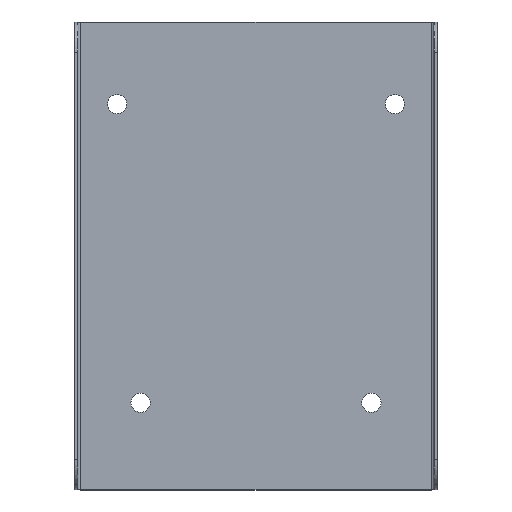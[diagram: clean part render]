
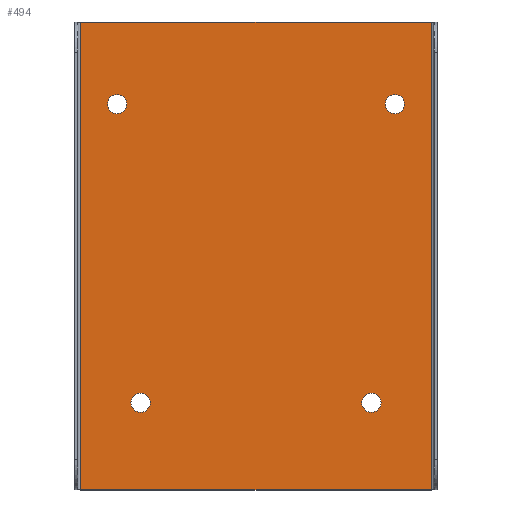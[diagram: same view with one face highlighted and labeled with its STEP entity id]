
A CAD part, top view. The second image highlights one B-rep face of the part: STEP entity #494.
In plain terms, the highlighted planar face has unit normal (0, 0, 1).
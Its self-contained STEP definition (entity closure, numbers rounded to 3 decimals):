
#32=PLANE('',#556);
#62=LINE('',#813,#102);
#68=LINE('',#833,#108);
#70=LINE('',#836,#110);
#72=LINE('',#840,#112);
#102=VECTOR('',#668,10.);
#108=VECTOR('',#694,10.);
#110=VECTOR('',#698,10.);
#112=VECTOR('',#704,10.);
#121=FACE_BOUND('',#193,.T.);
#122=FACE_BOUND('',#194,.T.);
#123=FACE_BOUND('',#195,.T.);
#124=FACE_BOUND('',#196,.T.);
#154=FACE_OUTER_BOUND('',#192,.T.);
#192=EDGE_LOOP('',(#445,#446,#447,#448));
#193=EDGE_LOOP('',(#449));
#194=EDGE_LOOP('',(#450));
#195=EDGE_LOOP('',(#451));
#196=EDGE_LOOP('',(#452));
#197=CIRCLE('',#504,3.2);
#199=CIRCLE('',#507,3.2);
#201=CIRCLE('',#510,3.2);
#203=CIRCLE('',#513,3.2);
#221=VERTEX_POINT('',#709);
#223=VERTEX_POINT('',#714);
#225=VERTEX_POINT('',#719);
#227=VERTEX_POINT('',#724);
#255=VERTEX_POINT('',#804);
#256=VERTEX_POINT('',#808);
#259=VERTEX_POINT('',#822);
#260=VERTEX_POINT('',#826);
#261=EDGE_CURVE('',#221,#221,#197,.T.);
#263=EDGE_CURVE('',#223,#223,#199,.T.);
#265=EDGE_CURVE('',#225,#225,#201,.T.);
#267=EDGE_CURVE('',#227,#227,#203,.T.);
#310=EDGE_CURVE('',#255,#256,#62,.T.);
#320=EDGE_CURVE('',#259,#260,#68,.T.);
#322=EDGE_CURVE('',#259,#256,#70,.T.);
#324=EDGE_CURVE('',#255,#260,#72,.T.);
#445=ORIENTED_EDGE('',*,*,#310,.T.);
#446=ORIENTED_EDGE('',*,*,#322,.F.);
#447=ORIENTED_EDGE('',*,*,#320,.T.);
#448=ORIENTED_EDGE('',*,*,#324,.F.);
#449=ORIENTED_EDGE('',*,*,#261,.T.);
#450=ORIENTED_EDGE('',*,*,#263,.T.);
#451=ORIENTED_EDGE('',*,*,#265,.T.);
#452=ORIENTED_EDGE('',*,*,#267,.T.);
#494=ADVANCED_FACE('',(#154,#121,#122,#123,#124),#32,.T.);
#504=AXIS2_PLACEMENT_3D('',#710,#561,#562);
#507=AXIS2_PLACEMENT_3D('',#715,#567,#568);
#510=AXIS2_PLACEMENT_3D('',#720,#573,#574);
#513=AXIS2_PLACEMENT_3D('',#725,#579,#580);
#556=AXIS2_PLACEMENT_3D('',#841,#705,#706);
#561=DIRECTION('center_axis',(0.,0.,-1.));
#562=DIRECTION('ref_axis',(1.,0.,0.));
#567=DIRECTION('center_axis',(0.,0.,-1.));
#568=DIRECTION('ref_axis',(1.,0.,0.));
#573=DIRECTION('center_axis',(0.,0.,-1.));
#574=DIRECTION('ref_axis',(1.,0.,0.));
#579=DIRECTION('center_axis',(0.,0.,-1.));
#580=DIRECTION('ref_axis',(1.,0.,0.));
#668=DIRECTION('',(0.,-1.,0.));
#694=DIRECTION('',(0.,1.,0.));
#698=DIRECTION('',(-1.,0.,0.));
#704=DIRECTION('',(1.,0.,0.));
#705=DIRECTION('center_axis',(0.,0.,1.));
#706=DIRECTION('ref_axis',(1.,0.,0.));
#709=CARTESIAN_POINT('',(-42.8,50.3,1.));
#710=CARTESIAN_POINT('Origin',(-46.,50.3,1.));
#714=CARTESIAN_POINT('',(-35.05,-48.6,1.));
#715=CARTESIAN_POINT('Origin',(-38.25,-48.6,1.));
#719=CARTESIAN_POINT('',(41.45,-48.6,1.));
#720=CARTESIAN_POINT('Origin',(38.25,-48.6,1.));
#724=CARTESIAN_POINT('',(49.2,50.3,1.));
#725=CARTESIAN_POINT('Origin',(46.,50.3,1.));
#804=CARTESIAN_POINT('',(-58.,77.5,1.));
#808=CARTESIAN_POINT('',(-58.,-77.5,1.));
#813=CARTESIAN_POINT('',(-58.,-38.75,1.));
#822=CARTESIAN_POINT('',(58.,-77.5,1.));
#826=CARTESIAN_POINT('',(58.,77.5,1.));
#833=CARTESIAN_POINT('',(58.,38.75,1.));
#836=CARTESIAN_POINT('',(-60.,-77.5,1.));
#840=CARTESIAN_POINT('',(60.,77.5,1.));
#841=CARTESIAN_POINT('Origin',(0.,0.,1.));
